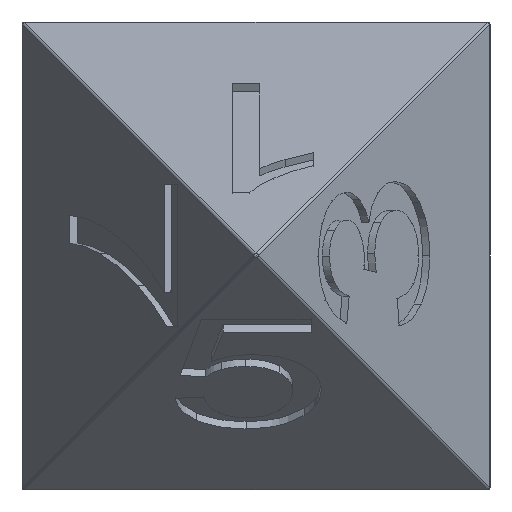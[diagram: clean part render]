
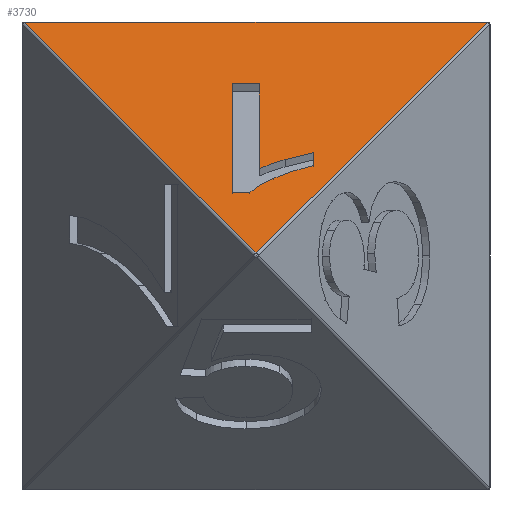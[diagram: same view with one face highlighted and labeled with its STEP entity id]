
A CAD part, top view. The second image highlights one B-rep face of the part: STEP entity #3730.
In plain terms, the highlighted planar face has unit normal (0, 0.87, 0.493).
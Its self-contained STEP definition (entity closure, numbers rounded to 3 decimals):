
#71=FACE_BOUND('',#553,.T.);
#130=PLANE('',#3848);
#337=FACE_OUTER_BOUND('',#552,.T.);
#552=EDGE_LOOP('',(#3313,#3314,#3315));
#553=EDGE_LOOP('',(#3316,#3317,#3318,#3319,#3320,#3321,#3322,#3323,#3324));
#686=LINE('',#6301,#957);
#692=LINE('',#6355,#963);
#697=LINE('',#6407,#968);
#700=LINE('',#6413,#971);
#703=LINE('',#6418,#974);
#817=LINE('',#7645,#1088);
#819=LINE('',#7648,#1090);
#824=LINE('',#7658,#1095);
#957=VECTOR('',#4025,10.);
#963=VECTOR('',#4033,10.);
#968=VECTOR('',#4040,10.);
#971=VECTOR('',#4045,10.);
#974=VECTOR('',#4050,10.);
#1088=VECTOR('',#4286,10.);
#1090=VECTOR('',#4290,10.);
#1095=VECTOR('',#4305,10.);
#1264=B_SPLINE_CURVE_WITH_KNOTS('',3,(#6318,#6319,#6320,#6321,#6322),
 .UNSPECIFIED.,.F.,.F.,(4,1,4),(0.,0.076,0.139),
 .UNSPECIFIED.);
#1266=B_SPLINE_CURVE_WITH_KNOTS('',3,(#6341,#6342,#6343,#6344,#6345),
 .UNSPECIFIED.,.F.,.F.,(4,1,4),(0.,0.088,0.172),
 .UNSPECIFIED.);
#1268=B_SPLINE_CURVE_WITH_KNOTS('',3,(#6370,#6371,#6372,#6373,#6374),
 .UNSPECIFIED.,.F.,.F.,(4,1,4),(0.,0.062,0.115),
 .UNSPECIFIED.);
#1270=B_SPLINE_CURVE_WITH_KNOTS('',3,(#6393,#6394,#6395,#6396,#6397),
 .UNSPECIFIED.,.F.,.F.,(4,1,4),(0.,0.053,0.115),
 .UNSPECIFIED.);
#1556=VERTEX_POINT('',#6299);
#1557=VERTEX_POINT('',#6300);
#1560=VERTEX_POINT('',#6317);
#1562=VERTEX_POINT('',#6340);
#1564=VERTEX_POINT('',#6354);
#1566=VERTEX_POINT('',#6369);
#1568=VERTEX_POINT('',#6392);
#1570=VERTEX_POINT('',#6406);
#1572=VERTEX_POINT('',#6412);
#1718=VERTEX_POINT('',#7622);
#1721=VERTEX_POINT('',#7630);
#1724=VERTEX_POINT('',#7639);
#2014=EDGE_CURVE('',#1556,#1557,#686,.T.);
#2018=EDGE_CURVE('',#1560,#1556,#1264,.T.);
#2021=EDGE_CURVE('',#1562,#1560,#1266,.T.);
#2024=EDGE_CURVE('',#1564,#1562,#692,.T.);
#2027=EDGE_CURVE('',#1566,#1564,#1268,.T.);
#2030=EDGE_CURVE('',#1568,#1566,#1270,.T.);
#2033=EDGE_CURVE('',#1570,#1568,#697,.T.);
#2036=EDGE_CURVE('',#1572,#1570,#700,.T.);
#2039=EDGE_CURVE('',#1557,#1572,#703,.T.);
#2269=EDGE_CURVE('',#1721,#1724,#817,.T.);
#2271=EDGE_CURVE('',#1724,#1718,#819,.T.);
#2276=EDGE_CURVE('',#1718,#1721,#824,.T.);
#3313=ORIENTED_EDGE('',*,*,#2269,.F.);
#3314=ORIENTED_EDGE('',*,*,#2276,.F.);
#3315=ORIENTED_EDGE('',*,*,#2271,.F.);
#3316=ORIENTED_EDGE('',*,*,#2014,.T.);
#3317=ORIENTED_EDGE('',*,*,#2039,.T.);
#3318=ORIENTED_EDGE('',*,*,#2036,.T.);
#3319=ORIENTED_EDGE('',*,*,#2033,.T.);
#3320=ORIENTED_EDGE('',*,*,#2030,.T.);
#3321=ORIENTED_EDGE('',*,*,#2027,.T.);
#3322=ORIENTED_EDGE('',*,*,#2024,.T.);
#3323=ORIENTED_EDGE('',*,*,#2021,.T.);
#3324=ORIENTED_EDGE('',*,*,#2018,.T.);
#3730=ADVANCED_FACE('',(#337,#71),#130,.T.);
#3848=AXIS2_PLACEMENT_3D('',#7672,#4326,#4327);
#4025=DIRECTION('',(-1.,0.,0.));
#4033=DIRECTION('',(0.,-0.493,0.87));
#4040=DIRECTION('',(0.,-0.493,0.87));
#4045=DIRECTION('',(1.,0.,0.));
#4050=DIRECTION('',(0.,0.493,-0.87));
#4286=DIRECTION('',(1.,0.,0.));
#4290=DIRECTION('',(-0.442,-0.442,0.78));
#4305=DIRECTION('',(-0.442,0.442,-0.78));
#4326=DIRECTION('center_axis',(0.,0.87,0.493));
#4327=DIRECTION('ref_axis',(0.,-0.493,0.87));
#6299=CARTESIAN_POINT('',(8.275,10.774,10.988));
#6300=CARTESIAN_POINT('',(7.642,10.774,10.988));
#6301=CARTESIAN_POINT('',(12.637,10.774,10.988));
#6317=CARTESIAN_POINT('',(9.148,11.301,10.057));
#6318=CARTESIAN_POINT('Ctrl Pts',(9.148,11.301,10.057));
#6319=CARTESIAN_POINT('Ctrl Pts',(8.962,11.216,10.208));
#6320=CARTESIAN_POINT('Ctrl Pts',(8.622,11.059,10.484));
#6321=CARTESIAN_POINT('Ctrl Pts',(8.383,10.863,10.83));
#6322=CARTESIAN_POINT('Ctrl Pts',(8.275,10.774,10.988));
#6340=CARTESIAN_POINT('',(10.588,11.764,9.241));
#6341=CARTESIAN_POINT('Ctrl Pts',(10.588,11.764,9.241));
#6342=CARTESIAN_POINT('Ctrl Pts',(10.325,11.698,9.357));
#6343=CARTESIAN_POINT('Ctrl Pts',(9.811,11.569,9.584));
#6344=CARTESIAN_POINT('Ctrl Pts',(9.365,11.389,9.902));
#6345=CARTESIAN_POINT('Ctrl Pts',(9.148,11.301,10.057));
#6354=CARTESIAN_POINT('',(10.588,12.232,8.415));
#6355=CARTESIAN_POINT('',(10.588,14.616,4.207));
#6369=CARTESIAN_POINT('',(9.554,11.982,8.856));
#6370=CARTESIAN_POINT('Ctrl Pts',(9.554,11.982,8.856));
#6371=CARTESIAN_POINT('Ctrl Pts',(9.734,12.032,8.766));
#6372=CARTESIAN_POINT('Ctrl Pts',(10.068,12.127,8.6));
#6373=CARTESIAN_POINT('Ctrl Pts',(10.424,12.199,8.473));
#6374=CARTESIAN_POINT('Ctrl Pts',(10.588,12.232,8.415));
#6392=CARTESIAN_POINT('',(8.624,11.648,9.445));
#6393=CARTESIAN_POINT('Ctrl Pts',(8.624,11.648,9.445));
#6394=CARTESIAN_POINT('Ctrl Pts',(8.758,11.705,9.343));
#6395=CARTESIAN_POINT('Ctrl Pts',(9.048,11.83,9.124));
#6396=CARTESIAN_POINT('Ctrl Pts',(9.377,11.928,8.95));
#6397=CARTESIAN_POINT('Ctrl Pts',(9.554,11.982,8.856));
#6406=CARTESIAN_POINT('',(8.624,14.734,3.999));
#6407=CARTESIAN_POINT('',(8.624,15.867,2.));
#6412=CARTESIAN_POINT('',(7.642,14.734,3.999));
#6413=CARTESIAN_POINT('',(12.321,14.734,3.999));
#6418=CARTESIAN_POINT('',(7.642,13.887,5.494));
#7622=CARTESIAN_POINT('',(8.5,8.587,14.846));
#7630=CARTESIAN_POINT('',(0.115,16.972,0.049));
#7639=CARTESIAN_POINT('',(16.885,16.972,0.049));
#7645=CARTESIAN_POINT('',(17.,16.972,0.049));
#7648=CARTESIAN_POINT('',(15.268,15.355,2.903));
#7658=CARTESIAN_POINT('',(1.732,15.355,2.903));
#7672=CARTESIAN_POINT('Origin',(17.,17.,0.));
